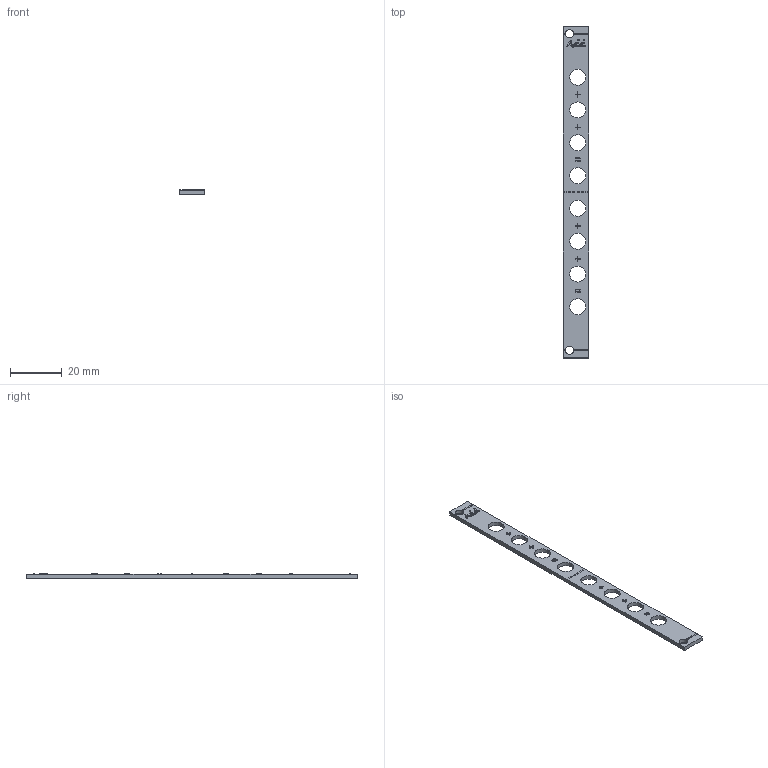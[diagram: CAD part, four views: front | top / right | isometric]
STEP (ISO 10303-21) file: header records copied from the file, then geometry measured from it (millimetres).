
FILE_DESCRIPTION (( 'STEP AP214' ), '1' );
FILE_NAME ('Slimline Precision Adder Front.STEP', '2022-02-10T10:33:06', ( '' ), ( '' ), 'SwSTEP 2.0', 'SolidWorks 2020', '' );
FILE_SCHEMA (( 'AUTOMOTIVE_DESIGN' ));
Length unit declared in the file: millimetre
Products named in the file (1): Slimline Precision Adder Front
Bounding box: 9.8 x 128.5 x 1.7 mm (x, y, z)
Volume: 1604.9 mm3; surface area: 2740.4 mm2
Topology: 1 solids, 1 shells, 322 faces, 906 edges, 604 vertices
Faces by surface type: bspline 213, plane 89, cylinder 20
Entity records: 19849 total; most frequent: CARTESIAN_POINT 9622, ORIENTED_EDGE 1812, EDGE_CURVE 906, DIRECTION 740, VERTEX_POINT 604, LINE 440, VECTOR 440, B_SPLINE_CURVE_WITH_KNOTS 426
